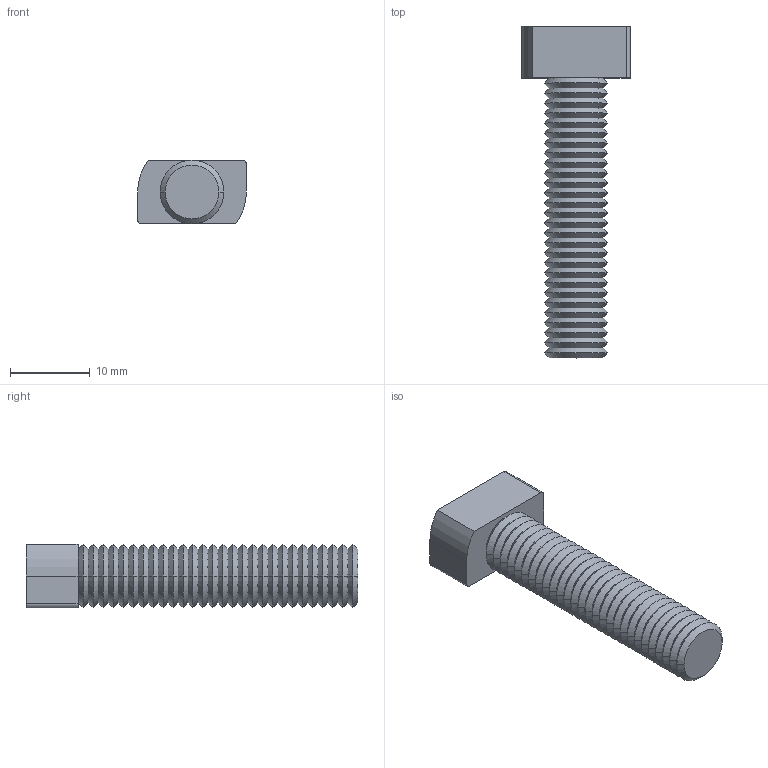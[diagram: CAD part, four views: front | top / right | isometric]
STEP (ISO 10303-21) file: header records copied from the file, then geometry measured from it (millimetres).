
FILE_DESCRIPTION (( 'STEP AP203' ), '1' );
FILE_NAME ('084.301.053.STEP', '2015-06-03T13:30:30', ( '' ), ( '' ), 'SwSTEP 2.0', 'SolidWorks 2012', '' );
FILE_SCHEMA (( 'CONFIG_CONTROL_DESIGN' ));
Length unit declared in the file: millimetre
Products named in the file (1): 084.301.053
Bounding box: 13.6 x 41.5 x 8 mm (x, y, z)
Volume: 2183.4 mm3; surface area: 1622.1 mm2
Topology: 1 solids, 1 shells, 123 faces, 250 edges, 130 vertices
Faces by surface type: cone 112, plane 7, cylinder 4
Entity records: 3203 total; most frequent: DIRECTION 620, CARTESIAN_POINT 504, ORIENTED_EDGE 500, EDGE_CURVE 250, AXIS2_PLACEMENT_3D 246, VERTEX_POINT 130, VECTOR 128, LINE 128
